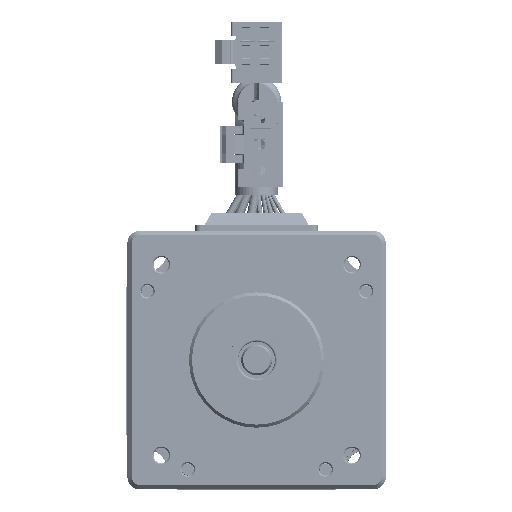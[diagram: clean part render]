
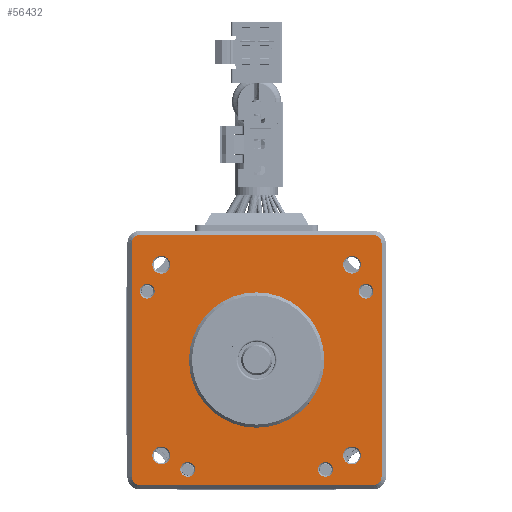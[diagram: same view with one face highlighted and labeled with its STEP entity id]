
A CAD part, top view. The second image highlights one B-rep face of the part: STEP entity #56432.
In plain terms, the highlighted planar face has unit normal (0, 0, 1).
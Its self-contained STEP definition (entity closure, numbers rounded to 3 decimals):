
#52990=DIRECTION('',(0.,1.,0.));
#52991=VECTOR('',#52990,38.);
#52992=CARTESIAN_POINT('',(20.3,-19.,-1.5));
#52993=LINE('',#52992,#52991);
#53007=DIRECTION('',(-1.,0.,0.));
#53008=VECTOR('',#53007,38.);
#53009=CARTESIAN_POINT('',(19.,20.3,-1.5));
#53010=LINE('',#53009,#53008);
#53024=DIRECTION('',(0.,-1.,0.));
#53025=VECTOR('',#53024,38.);
#53026=CARTESIAN_POINT('',(-20.3,19.,-1.5));
#53027=LINE('',#53026,#53025);
#53041=DIRECTION('',(1.,0.,0.));
#53042=VECTOR('',#53041,38.);
#53043=CARTESIAN_POINT('',(-19.,-20.3,-1.5));
#53044=LINE('',#53043,#53042);
#53045=CARTESIAN_POINT('',(19.,19.,-1.5));
#53046=DIRECTION('',(0.,0.,-1.));
#53047=DIRECTION('',(0.,1.,0.));
#53048=AXIS2_PLACEMENT_3D('',#53045,#53046,#53047);
#53050=CARTESIAN_POINT('',(19.,-19.,-1.5));
#53051=DIRECTION('',(0.,0.,-1.));
#53052=DIRECTION('',(1.,0.,0.));
#53053=AXIS2_PLACEMENT_3D('',#53050,#53051,#53052);
#53055=CARTESIAN_POINT('',(-19.,-19.,-1.5));
#53056=DIRECTION('',(0.,0.,-1.));
#53057=DIRECTION('',(0.,-1.,0.));
#53058=AXIS2_PLACEMENT_3D('',#53055,#53056,#53057);
#53060=CARTESIAN_POINT('',(-19.,19.,-1.5));
#53061=DIRECTION('',(0.,0.,-1.));
#53062=DIRECTION('',(-1.,0.,0.));
#53063=AXIS2_PLACEMENT_3D('',#53060,#53061,#53062);
#53065=CARTESIAN_POINT('',(-15.5,15.5,-1.5));
#53066=DIRECTION('',(0.,0.,1.));
#53067=DIRECTION('',(-1.,0.,0.));
#53068=AXIS2_PLACEMENT_3D('',#53065,#53066,#53067);
#53070=CARTESIAN_POINT('',(-15.5,15.5,-1.5));
#53071=DIRECTION('',(0.,0.,1.));
#53072=DIRECTION('',(1.,0.,0.));
#53073=AXIS2_PLACEMENT_3D('',#53070,#53071,#53072);
#53075=CARTESIAN_POINT('',(15.5,-15.5,-1.5));
#53076=DIRECTION('',(0.,0.,1.));
#53077=DIRECTION('',(-1.,0.,0.));
#53078=AXIS2_PLACEMENT_3D('',#53075,#53076,#53077);
#53080=CARTESIAN_POINT('',(15.5,-15.5,-1.5));
#53081=DIRECTION('',(0.,0.,1.));
#53082=DIRECTION('',(1.,0.,0.));
#53083=AXIS2_PLACEMENT_3D('',#53080,#53081,#53082);
#53085=CARTESIAN_POINT('',(15.5,15.5,-1.5));
#53086=DIRECTION('',(0.,0.,1.));
#53087=DIRECTION('',(-1.,0.,0.));
#53088=AXIS2_PLACEMENT_3D('',#53085,#53086,#53087);
#53090=CARTESIAN_POINT('',(15.5,15.5,-1.5));
#53091=DIRECTION('',(0.,0.,1.));
#53092=DIRECTION('',(1.,0.,0.));
#53093=AXIS2_PLACEMENT_3D('',#53090,#53091,#53092);
#53095=CARTESIAN_POINT('',(-17.77,11.19,-1.5));
#53096=DIRECTION('',(0.,0.,1.));
#53097=DIRECTION('',(-1.,0.,0.));
#53098=AXIS2_PLACEMENT_3D('',#53095,#53096,#53097);
#53100=CARTESIAN_POINT('',(-17.77,11.19,-1.5));
#53101=DIRECTION('',(0.,0.,1.));
#53102=DIRECTION('',(1.,0.,0.));
#53103=AXIS2_PLACEMENT_3D('',#53100,#53101,#53102);
#53105=CARTESIAN_POINT('',(17.77,11.19,-1.5));
#53106=DIRECTION('',(0.,0.,1.));
#53107=DIRECTION('',(-1.,0.,0.));
#53108=AXIS2_PLACEMENT_3D('',#53105,#53106,#53107);
#53110=CARTESIAN_POINT('',(17.77,11.19,-1.5));
#53111=DIRECTION('',(0.,0.,1.));
#53112=DIRECTION('',(1.,0.,0.));
#53113=AXIS2_PLACEMENT_3D('',#53110,#53111,#53112);
#53115=CARTESIAN_POINT('',(-11.19,-17.77,-1.5));
#53116=DIRECTION('',(0.,0.,1.));
#53117=DIRECTION('',(-1.,0.,0.));
#53118=AXIS2_PLACEMENT_3D('',#53115,#53116,#53117);
#53120=CARTESIAN_POINT('',(-11.19,-17.77,-1.5));
#53121=DIRECTION('',(0.,0.,1.));
#53122=DIRECTION('',(1.,0.,0.));
#53123=AXIS2_PLACEMENT_3D('',#53120,#53121,#53122);
#53125=CARTESIAN_POINT('',(11.19,-17.77,-1.5));
#53126=DIRECTION('',(0.,0.,1.));
#53127=DIRECTION('',(-1.,0.,0.));
#53128=AXIS2_PLACEMENT_3D('',#53125,#53126,#53127);
#53130=CARTESIAN_POINT('',(11.19,-17.77,-1.5));
#53131=DIRECTION('',(0.,0.,1.));
#53132=DIRECTION('',(1.,0.,0.));
#53133=AXIS2_PLACEMENT_3D('',#53130,#53131,#53132);
#53135=CARTESIAN_POINT('',(-15.5,-15.5,-1.5));
#53136=DIRECTION('',(0.,0.,1.));
#53137=DIRECTION('',(-1.,0.,0.));
#53138=AXIS2_PLACEMENT_3D('',#53135,#53136,#53137);
#53140=CARTESIAN_POINT('',(-15.5,-15.5,-1.5));
#53141=DIRECTION('',(0.,0.,1.));
#53142=DIRECTION('',(1.,0.,0.));
#53143=AXIS2_PLACEMENT_3D('',#53140,#53141,#53142);
#53145=CARTESIAN_POINT('',(0.,0.,-1.5));
#53146=DIRECTION('',(0.,0.,1.));
#53147=DIRECTION('',(-1.,0.,0.));
#53148=AXIS2_PLACEMENT_3D('',#53145,#53146,#53147);
#53150=CARTESIAN_POINT('',(0.,0.,-1.5));
#53151=DIRECTION('',(0.,0.,1.));
#53152=DIRECTION('',(1.,0.,0.));
#53153=AXIS2_PLACEMENT_3D('',#53150,#53151,#53152);
#54567=CARTESIAN_POINT('',(-11.,0.,-1.5));
#54568=VERTEX_POINT('',#54567);
#54569=CARTESIAN_POINT('',(11.,0.,-1.5));
#54570=VERTEX_POINT('',#54569);
#54571=CARTESIAN_POINT('',(19.,20.3,-1.5));
#54572=CARTESIAN_POINT('',(20.3,19.,-1.5));
#54573=VERTEX_POINT('',#54571);
#54574=VERTEX_POINT('',#54572);
#54575=CARTESIAN_POINT('',(20.3,-19.,-1.5));
#54576=VERTEX_POINT('',#54575);
#54577=CARTESIAN_POINT('',(19.,-20.3,-1.5));
#54578=VERTEX_POINT('',#54577);
#54579=CARTESIAN_POINT('',(-19.,-20.3,-1.5));
#54580=VERTEX_POINT('',#54579);
#54581=CARTESIAN_POINT('',(-20.3,-19.,-1.5));
#54582=VERTEX_POINT('',#54581);
#54583=CARTESIAN_POINT('',(-20.3,19.,-1.5));
#54584=VERTEX_POINT('',#54583);
#54585=CARTESIAN_POINT('',(-19.,20.3,-1.5));
#54586=VERTEX_POINT('',#54585);
#54587=CARTESIAN_POINT('',(-16.95,15.5,-1.5));
#54588=CARTESIAN_POINT('',(-14.05,15.5,-1.5));
#54589=VERTEX_POINT('',#54587);
#54590=VERTEX_POINT('',#54588);
#54591=CARTESIAN_POINT('',(14.05,-15.5,-1.5));
#54592=CARTESIAN_POINT('',(16.95,-15.5,-1.5));
#54593=VERTEX_POINT('',#54591);
#54594=VERTEX_POINT('',#54592);
#54595=CARTESIAN_POINT('',(14.05,15.5,-1.5));
#54596=CARTESIAN_POINT('',(16.95,15.5,-1.5));
#54597=VERTEX_POINT('',#54595);
#54598=VERTEX_POINT('',#54596);
#54599=CARTESIAN_POINT('',(-18.97,11.19,-1.5));
#54600=CARTESIAN_POINT('',(-16.57,11.19,-1.5));
#54601=VERTEX_POINT('',#54599);
#54602=VERTEX_POINT('',#54600);
#54603=CARTESIAN_POINT('',(16.57,11.19,-1.5));
#54604=CARTESIAN_POINT('',(18.97,11.19,-1.5));
#54605=VERTEX_POINT('',#54603);
#54606=VERTEX_POINT('',#54604);
#54607=CARTESIAN_POINT('',(-12.39,-17.77,-1.5));
#54608=CARTESIAN_POINT('',(-9.99,-17.77,-1.5));
#54609=VERTEX_POINT('',#54607);
#54610=VERTEX_POINT('',#54608);
#54611=CARTESIAN_POINT('',(9.99,-17.77,-1.5));
#54612=CARTESIAN_POINT('',(12.39,-17.77,-1.5));
#54613=VERTEX_POINT('',#54611);
#54614=VERTEX_POINT('',#54612);
#54615=CARTESIAN_POINT('',(-16.95,-15.5,-1.5));
#54616=CARTESIAN_POINT('',(-14.05,-15.5,-1.5));
#54617=VERTEX_POINT('',#54615);
#54618=VERTEX_POINT('',#54616);
#56363=CARTESIAN_POINT('',(0.,11.,-1.5));
#56364=DIRECTION('',(0.,0.,1.));
#56365=DIRECTION('',(1.,0.,0.));
#56366=AXIS2_PLACEMENT_3D('',#56363,#56364,#56365);
#56367=PLANE('',#56366);
#56368=ORIENTED_EDGE('',*,*,#56287,.T.);
#56369=ORIENTED_EDGE('',*,*,#56272,.F.);
#56370=ORIENTED_EDGE('',*,*,#56258,.T.);
#56371=ORIENTED_EDGE('',*,*,#56358,.F.);
#56372=ORIENTED_EDGE('',*,*,#56345,.T.);
#56373=ORIENTED_EDGE('',*,*,#56330,.F.);
#56374=ORIENTED_EDGE('',*,*,#56316,.T.);
#56375=ORIENTED_EDGE('',*,*,#56301,.F.);
#56376=EDGE_LOOP('',(#56368,#56369,#56370,#56371,#56372,#56373,#56374,#56375));
#56377=FACE_OUTER_BOUND('',#56376,.F.);
#56379=ORIENTED_EDGE('',*,*,#56378,.T.);
#56381=ORIENTED_EDGE('',*,*,#56380,.T.);
#56382=EDGE_LOOP('',(#56379,#56381));
#56383=FACE_BOUND('',#56382,.F.);
#56385=ORIENTED_EDGE('',*,*,#56384,.T.);
#56387=ORIENTED_EDGE('',*,*,#56386,.T.);
#56388=EDGE_LOOP('',(#56385,#56387));
#56389=FACE_BOUND('',#56388,.F.);
#56391=ORIENTED_EDGE('',*,*,#56390,.T.);
#56393=ORIENTED_EDGE('',*,*,#56392,.T.);
#56394=EDGE_LOOP('',(#56391,#56393));
#56395=FACE_BOUND('',#56394,.F.);
#56397=ORIENTED_EDGE('',*,*,#56396,.T.);
#56399=ORIENTED_EDGE('',*,*,#56398,.T.);
#56400=EDGE_LOOP('',(#56397,#56399));
#56401=FACE_BOUND('',#56400,.F.);
#56403=ORIENTED_EDGE('',*,*,#56402,.T.);
#56405=ORIENTED_EDGE('',*,*,#56404,.T.);
#56406=EDGE_LOOP('',(#56403,#56405));
#56407=FACE_BOUND('',#56406,.F.);
#56409=ORIENTED_EDGE('',*,*,#56408,.T.);
#56411=ORIENTED_EDGE('',*,*,#56410,.T.);
#56412=EDGE_LOOP('',(#56409,#56411));
#56413=FACE_BOUND('',#56412,.F.);
#56415=ORIENTED_EDGE('',*,*,#56414,.T.);
#56417=ORIENTED_EDGE('',*,*,#56416,.T.);
#56418=EDGE_LOOP('',(#56415,#56417));
#56419=FACE_BOUND('',#56418,.F.);
#56421=ORIENTED_EDGE('',*,*,#56420,.T.);
#56423=ORIENTED_EDGE('',*,*,#56422,.T.);
#56424=EDGE_LOOP('',(#56421,#56423));
#56425=FACE_BOUND('',#56424,.F.);
#56427=ORIENTED_EDGE('',*,*,#56426,.T.);
#56429=ORIENTED_EDGE('',*,*,#56428,.T.);
#56430=EDGE_LOOP('',(#56427,#56429));
#56431=FACE_BOUND('',#56430,.F.);
#56432=ADVANCED_FACE('',(#56377,#56383,#56389,#56395,#56401,#56407,#56413,
#56419,#56425,#56431),#56367,.T.);
#53049=CIRCLE('',#53048,1.3);
#53054=CIRCLE('',#53053,1.3);
#53059=CIRCLE('',#53058,1.3);
#53064=CIRCLE('',#53063,1.3);
#53069=CIRCLE('',#53068,1.45);
#53074=CIRCLE('',#53073,1.45);
#53079=CIRCLE('',#53078,1.45);
#53084=CIRCLE('',#53083,1.45);
#53089=CIRCLE('',#53088,1.45);
#53094=CIRCLE('',#53093,1.45);
#53099=CIRCLE('',#53098,1.2);
#53104=CIRCLE('',#53103,1.2);
#53109=CIRCLE('',#53108,1.2);
#53114=CIRCLE('',#53113,1.2);
#53119=CIRCLE('',#53118,1.2);
#53124=CIRCLE('',#53123,1.2);
#53129=CIRCLE('',#53128,1.2);
#53134=CIRCLE('',#53133,1.2);
#53139=CIRCLE('',#53138,1.45);
#53144=CIRCLE('',#53143,1.45);
#53149=CIRCLE('',#53148,11.);
#53154=CIRCLE('',#53153,11.);
#56258=EDGE_CURVE('',#54576,#54578,#53054,.T.);
#56272=EDGE_CURVE('',#54576,#54574,#52993,.T.);
#56287=EDGE_CURVE('',#54573,#54574,#53049,.T.);
#56301=EDGE_CURVE('',#54573,#54586,#53010,.T.);
#56316=EDGE_CURVE('',#54584,#54586,#53064,.T.);
#56330=EDGE_CURVE('',#54584,#54582,#53027,.T.);
#56345=EDGE_CURVE('',#54580,#54582,#53059,.T.);
#56358=EDGE_CURVE('',#54580,#54578,#53044,.T.);
#56378=EDGE_CURVE('',#54589,#54590,#53069,.T.);
#56380=EDGE_CURVE('',#54590,#54589,#53074,.T.);
#56384=EDGE_CURVE('',#54593,#54594,#53079,.T.);
#56386=EDGE_CURVE('',#54594,#54593,#53084,.T.);
#56390=EDGE_CURVE('',#54597,#54598,#53089,.T.);
#56392=EDGE_CURVE('',#54598,#54597,#53094,.T.);
#56396=EDGE_CURVE('',#54601,#54602,#53099,.T.);
#56398=EDGE_CURVE('',#54602,#54601,#53104,.T.);
#56402=EDGE_CURVE('',#54605,#54606,#53109,.T.);
#56404=EDGE_CURVE('',#54606,#54605,#53114,.T.);
#56408=EDGE_CURVE('',#54609,#54610,#53119,.T.);
#56410=EDGE_CURVE('',#54610,#54609,#53124,.T.);
#56414=EDGE_CURVE('',#54613,#54614,#53129,.T.);
#56416=EDGE_CURVE('',#54614,#54613,#53134,.T.);
#56420=EDGE_CURVE('',#54617,#54618,#53139,.T.);
#56422=EDGE_CURVE('',#54618,#54617,#53144,.T.);
#56426=EDGE_CURVE('',#54568,#54570,#53149,.T.);
#56428=EDGE_CURVE('',#54570,#54568,#53154,.T.);
